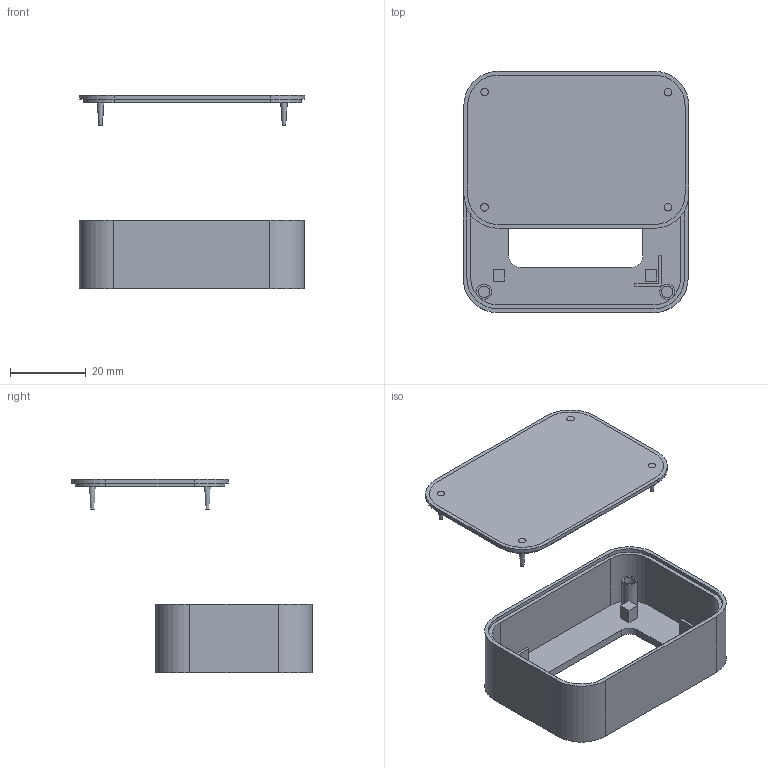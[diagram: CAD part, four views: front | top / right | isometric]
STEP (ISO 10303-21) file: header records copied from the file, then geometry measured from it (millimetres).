
FILE_DESCRIPTION(/* description */ (''),/* implementation_level */ '2;1');
FILE_NAME(/* name */ 'Freya_enclosure_V1 v3.step',/* time_stamp */ '2024-02-13T13:32:17-08:00',/* author */ (''),/* organization */ (''),/* preprocessor_version */ 'ST-DEVELOPER v20',/* originating_system */ 'Autodesk Translation Framework v12.20.1.177',/* authorisation */ '');
FILE_SCHEMA (('AUTOMOTIVE_DESIGN { 1 0 10303 214 3 1 1 }'));
Length unit declared in the file: millimetre
Products named in the file (2): Freya_enclosure_V1; FINAL_V1_spaced route PCB
Assembly tree (1 placements, depth 2):
  Freya_enclosure_V1
    FINAL_V1_spaced route PCB
Bounding box: 59.38 x 63.43 x 50.93 mm (x, y, z)
Volume: 16387.8 mm3; surface area: 21012.6 mm2
Topology: 7 solids, 7 shells, 118 faces, 264 edges, 176 vertices
Faces by surface type: plane 82, cylinder 32, cone 4
Full cylindrical faces by diameter (mm): 3 x4, 4 x4
Entity records: 3340 total; most frequent: DIRECTION 578, CARTESIAN_POINT 561, ORIENTED_EDGE 528, EDGE_CURVE 264, AXIS2_PLACEMENT_3D 193, LINE 192, VECTOR 192, VERTEX_POINT 176
